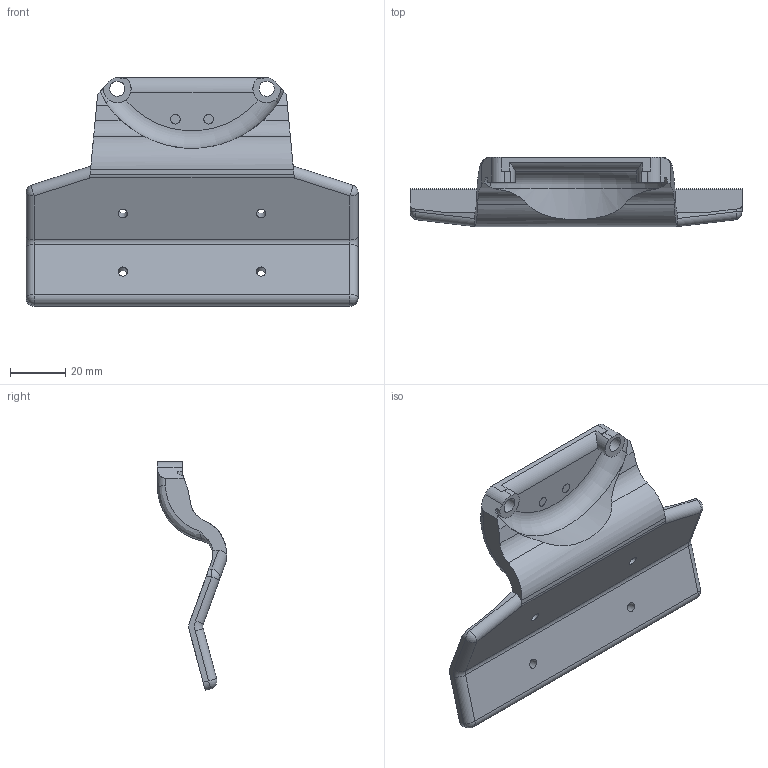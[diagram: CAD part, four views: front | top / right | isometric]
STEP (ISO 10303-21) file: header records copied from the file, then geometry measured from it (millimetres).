
FILE_DESCRIPTION(/* description */ (''),/* implementation_level */ '2;1');
FILE_NAME(/* name */ 'Camera Cable Fixation v2.step',/* time_stamp */ '2023-02-19T21:09:19+09:00',/* author */ (''),/* organization */ (''),/* preprocessor_version */ 'ST-DEVELOPER v19.2',/* originating_system */ 'Autodesk Translation Framework v11.17.0.187',/* authorisation */ '');
FILE_SCHEMA (('AUTOMOTIVE_DESIGN { 1 0 10303 214 3 1 1 }'));
Length unit declared in the file: millimetre
Products named in the file (1): Camera Cable Fixation
Bounding box: 120 x 25 x 82.61 mm (x, y, z)
Volume: 44559.4 mm3; surface area: 20424.7 mm2
Topology: 1 solids, 1 shells, 81 faces, 216 edges, 138 vertices
Faces by surface type: cylinder 37, plane 31, bspline 6, sphere 4, torus 3
Full cylindrical faces by diameter (mm): 3.4 x4, 3.5 x2, 5.5 x2
Entity records: 2986 total; most frequent: CARTESIAN_POINT 930, ORIENTED_EDGE 432, DIRECTION 414, EDGE_CURVE 216, AXIS2_PLACEMENT_3D 155, VERTEX_POINT 138, LINE 104, VECTOR 104
